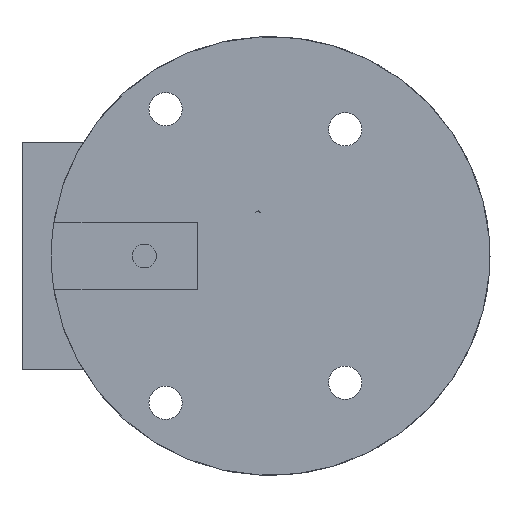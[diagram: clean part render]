
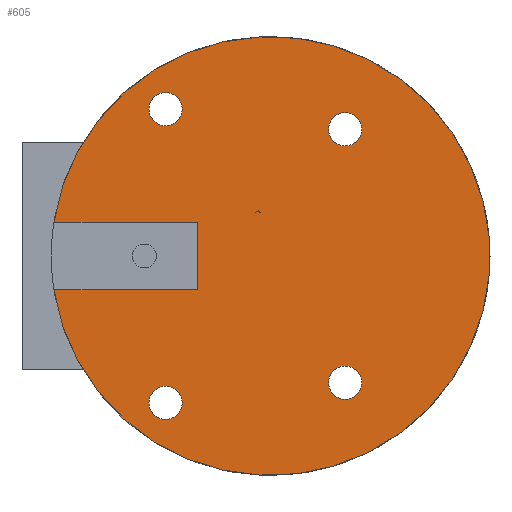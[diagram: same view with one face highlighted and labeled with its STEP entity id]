
A CAD part, front view. The second image highlights one B-rep face of the part: STEP entity #605.
In plain terms, the highlighted planar face has unit normal (0, -1, 0).
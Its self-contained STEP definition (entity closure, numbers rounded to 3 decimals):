
#32=FACE_BOUND('',#127,.T.);
#33=FACE_BOUND('',#128,.T.);
#34=FACE_BOUND('',#129,.T.);
#35=FACE_BOUND('',#130,.T.);
#36=FACE_BOUND('',#131,.T.);
#50=PLANE('',#684);
#83=FACE_OUTER_BOUND('',#126,.T.);
#126=EDGE_LOOP('',(#522,#523,#524,#525));
#127=EDGE_LOOP('',(#526));
#128=EDGE_LOOP('',(#527));
#129=EDGE_LOOP('',(#528));
#130=EDGE_LOOP('',(#529));
#131=EDGE_LOOP('',(#530,#531,#532));
#174=LINE('',#1044,#220);
#175=LINE('',#1046,#221);
#176=LINE('',#1048,#222);
#220=VECTOR('',#848,10.);
#221=VECTOR('',#849,10.);
#222=VECTOR('',#850,10.);
#247=CIRCLE('',#662,1.25);
#249=CIRCLE('',#665,1.25);
#251=CIRCLE('',#668,1.25);
#253=CIRCLE('',#671,1.25);
#256=CIRCLE('',#675,0.5);
#258=CIRCLE('',#678,3.5);
#261=CIRCLE('',#683,1.);
#262=CIRCLE('',#685,16.5);
#295=VERTEX_POINT('',#997);
#297=VERTEX_POINT('',#1003);
#299=VERTEX_POINT('',#1009);
#301=VERTEX_POINT('',#1015);
#304=VERTEX_POINT('',#1022);
#306=VERTEX_POINT('',#1026);
#308=VERTEX_POINT('',#1032);
#310=VERTEX_POINT('',#1042);
#311=VERTEX_POINT('',#1043);
#312=VERTEX_POINT('',#1045);
#313=VERTEX_POINT('',#1047);
#363=EDGE_CURVE('',#295,#295,#247,.T.);
#366=EDGE_CURVE('',#297,#297,#249,.T.);
#369=EDGE_CURVE('',#299,#299,#251,.T.);
#372=EDGE_CURVE('',#301,#301,#253,.T.);
#378=EDGE_CURVE('',#304,#306,#256,.T.);
#381=EDGE_CURVE('',#306,#308,#258,.T.);
#384=EDGE_CURVE('',#308,#304,#261,.T.);
#385=EDGE_CURVE('',#310,#311,#174,.T.);
#386=EDGE_CURVE('',#312,#310,#175,.T.);
#387=EDGE_CURVE('',#313,#312,#176,.T.);
#388=EDGE_CURVE('',#311,#313,#262,.T.);
#522=ORIENTED_EDGE('',*,*,#385,.F.);
#523=ORIENTED_EDGE('',*,*,#386,.F.);
#524=ORIENTED_EDGE('',*,*,#387,.F.);
#525=ORIENTED_EDGE('',*,*,#388,.F.);
#526=ORIENTED_EDGE('',*,*,#363,.T.);
#527=ORIENTED_EDGE('',*,*,#366,.T.);
#528=ORIENTED_EDGE('',*,*,#369,.T.);
#529=ORIENTED_EDGE('',*,*,#372,.T.);
#530=ORIENTED_EDGE('',*,*,#381,.T.);
#531=ORIENTED_EDGE('',*,*,#384,.T.);
#532=ORIENTED_EDGE('',*,*,#378,.T.);
#605=ADVANCED_FACE('',(#83,#32,#33,#34,#35,#36),#50,.F.);
#662=AXIS2_PLACEMENT_3D('',#998,#795,#796);
#665=AXIS2_PLACEMENT_3D('',#1004,#802,#803);
#668=AXIS2_PLACEMENT_3D('',#1010,#809,#810);
#671=AXIS2_PLACEMENT_3D('',#1016,#816,#817);
#675=AXIS2_PLACEMENT_3D('',#1028,#827,#828);
#678=AXIS2_PLACEMENT_3D('',#1034,#834,#835);
#683=AXIS2_PLACEMENT_3D('',#1040,#844,#845);
#684=AXIS2_PLACEMENT_3D('',#1041,#846,#847);
#685=AXIS2_PLACEMENT_3D('',#1049,#851,#852);
#795=DIRECTION('center_axis',(0.,1.,0.));
#796=DIRECTION('ref_axis',(1.,0.,0.));
#802=DIRECTION('center_axis',(0.,1.,0.));
#803=DIRECTION('ref_axis',(1.,0.,0.));
#809=DIRECTION('center_axis',(0.,1.,0.));
#810=DIRECTION('ref_axis',(1.,0.,0.));
#816=DIRECTION('center_axis',(0.,1.,0.));
#817=DIRECTION('ref_axis',(1.,0.,0.));
#827=DIRECTION('center_axis',(0.,-1.,0.));
#828=DIRECTION('ref_axis',(-0.333,0.,0.943));
#834=DIRECTION('center_axis',(0.,1.,0.));
#835=DIRECTION('ref_axis',(-1.,0.,0.));
#844=DIRECTION('center_axis',(0.,1.,0.));
#845=DIRECTION('ref_axis',(-0.5,0.,0.866));
#846=DIRECTION('center_axis',(0.,1.,0.));
#847=DIRECTION('ref_axis',(0.,0.,1.));
#848=DIRECTION('',(-1.,0.,0.));
#849=DIRECTION('',(0.,0.,1.));
#850=DIRECTION('',(1.,0.,0.));
#851=DIRECTION('center_axis',(0.,1.,0.));
#852=DIRECTION('ref_axis',(1.,0.,0.));
#997=CARTESIAN_POINT('',(46.349,0.424,12.62));
#998=CARTESIAN_POINT('Origin',(47.599,0.424,12.62));
#1003=CARTESIAN_POINT('',(46.349,0.424,-6.432));
#1004=CARTESIAN_POINT('Origin',(47.599,0.424,-6.432));
#1009=CARTESIAN_POINT('',(32.849,0.424,-7.956));
#1010=CARTESIAN_POINT('Origin',(34.099,0.424,-7.956));
#1015=CARTESIAN_POINT('',(32.849,0.424,14.144));
#1016=CARTESIAN_POINT('Origin',(34.099,0.424,14.144));
#1022=CARTESIAN_POINT('',(41.247,0.424,6.357));
#1026=CARTESIAN_POINT('',(40.833,0.424,6.394));
#1028=CARTESIAN_POINT('Origin',(41.,0.424,5.922));
#1032=CARTESIAN_POINT('',(41.115,0.424,6.48));
#1034=CARTESIAN_POINT('Origin',(42.,0.424,3.094));
#1040=CARTESIAN_POINT('Origin',(40.5,0.424,5.692));
#1041=CARTESIAN_POINT('Origin',(42.,0.424,3.094));
#1042=CARTESIAN_POINT('',(36.494,0.424,5.644));
#1043=CARTESIAN_POINT('',(25.698,0.424,5.644));
#1044=CARTESIAN_POINT('',(33.247,0.424,5.644));
#1045=CARTESIAN_POINT('',(36.494,0.424,0.544));
#1046=CARTESIAN_POINT('',(36.494,0.424,1.819));
#1047=CARTESIAN_POINT('',(25.698,0.424,0.544));
#1048=CARTESIAN_POINT('',(33.247,0.424,0.544));
#1049=CARTESIAN_POINT('Origin',(42.,0.424,3.094));
